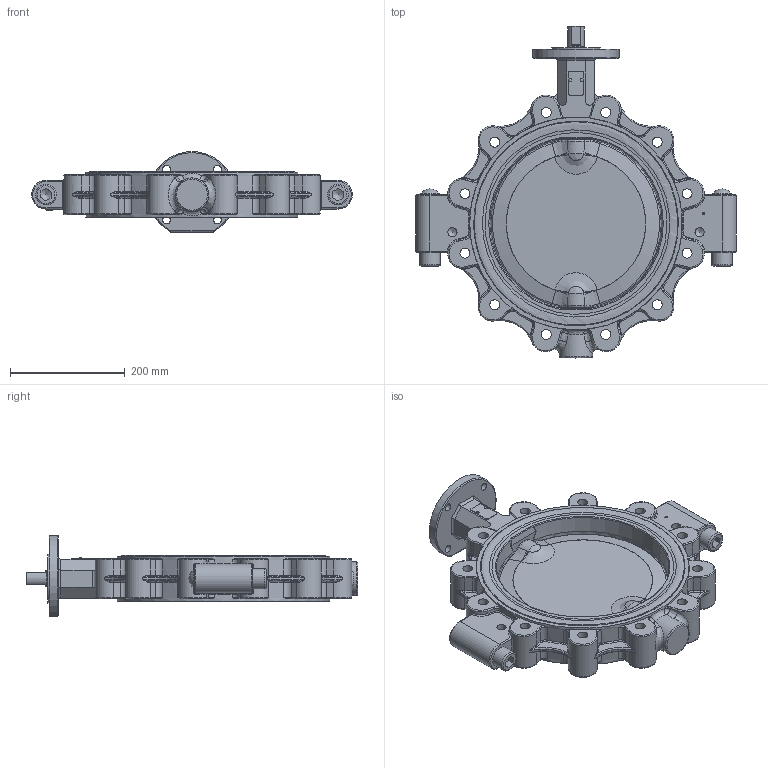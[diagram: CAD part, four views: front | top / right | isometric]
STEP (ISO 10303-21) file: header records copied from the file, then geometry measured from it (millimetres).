
FILE_DESCRIPTION((''),'2;1');
FILE_NAME('Z614-C DN300.stp','2015-01-19T11:25:24',('hellwig'),(''),'Autodesk Inventor 2013','Autodesk Inventor 2013','');
FILE_SCHEMA(('AUTOMOTIVE_DESIGN { 1 0 10303 214 1 1 1 1 }'));
Length unit declared in the file: millimetre
Products named in the file (1): M1213_Shrinkwrap_1
Bounding box: 558 x 577.5 x 140.8 mm (x, y, z)
Volume: 7503603 mm3; surface area: 821528.6 mm2
Topology: 2 solids, 13 shells, 1476 faces, 3775 edges, 2344 vertices
Faces by surface type: plane 465, bspline 425, cylinder 314, torus 222, cone 32, sphere 10, revolution 8
Full cylindrical faces by diameter (mm): 2.5 x1, 3 x4, 3.2 x2, 4.134 x1, 13.5 x4, 16 x2, 17.294 x12, 20.752 x2, 24 x2, 24.5 x2, 28 x1, 30 x4, 30.1 x4, 34.6 x4, 35 x2, 36 x2, 44 x2, 44.1 x2, 58 x1, 84.9 x1, 313.3 x4, 346 x2, 346.8 x2, 355.8 x2, 356 x2, 370 x2
Entity records: 67355 total; most frequent: CARTESIAN_POINT 33676, ORIENTED_EDGE 7122, DIRECTION 5722, EDGE_CURVE 3561, VERTEX_POINT 2276, AXIS2_PLACEMENT_3D 2159, EDGE_LOOP 1715, FACE_OUTER_BOUND 1476
